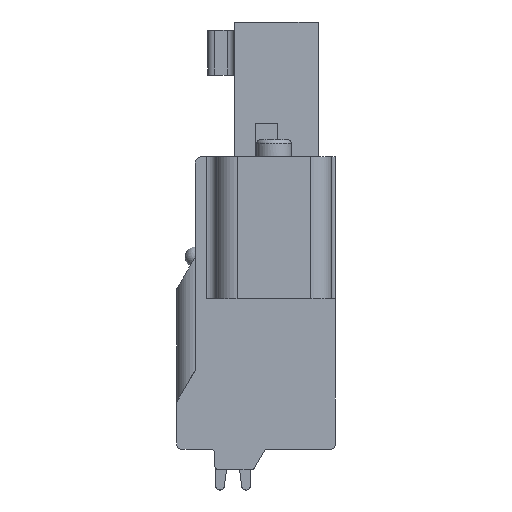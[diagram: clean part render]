
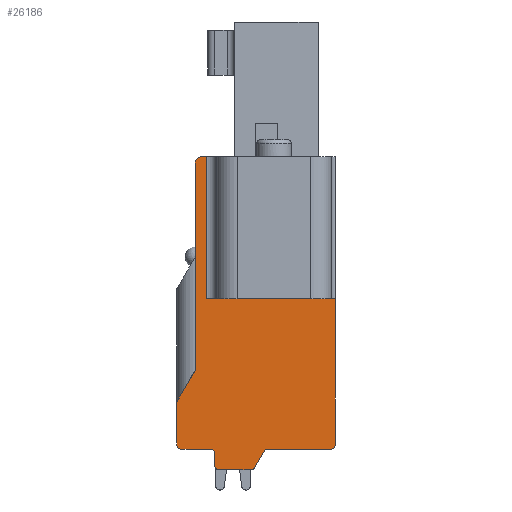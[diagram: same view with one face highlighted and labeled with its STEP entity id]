
A CAD part, front view. The second image highlights one B-rep face of the part: STEP entity #26186.
In plain terms, the highlighted planar face has unit normal (0, -1, 0).
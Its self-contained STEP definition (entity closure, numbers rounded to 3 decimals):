
#94=DIRECTION('',(-1.,0.,0.));
#95=VECTOR('',#94,0.25);
#96=CARTESIAN_POINT('',(-6.3,-11.43,0.));
#97=LINE('',#96,#95);
#3013=DIRECTION('',(0.,0.,-1.));
#3014=VECTOR('',#3013,10.141);
#3015=CARTESIAN_POINT('',(-6.85,-11.43,
-0.3));
#3016=LINE('',#3015,#3014);
#3322=DIRECTION('',(0.,0.,-1.));
#3323=VECTOR('',#3322,2.1);
#3324=CARTESIAN_POINT('',(-7.75,-11.43,-12.));
#3325=LINE('',#3324,#3323);
#3338=DIRECTION('',(1.,0.,0.));
#3339=VECTOR('',#3338,1.45);
#3340=CARTESIAN_POINT('',(-7.55,-11.43,-14.3));
#3341=LINE('',#3340,#3339);
#3346=DIRECTION('',(1.,0.,0.));
#3347=VECTOR('',#3346,3.107);
#3348=CARTESIAN_POINT('',(-3.307,-11.43,-14.3));
#3349=LINE('',#3348,#3347);
#3844=DIRECTION('',(0.,0.,1.));
#3845=VECTOR('',#3844,7.15);
#3846=CARTESIAN_POINT('',(0.,-11.43,-14.1));
#3847=LINE('',#3846,#3845);
#4322=DIRECTION('',(1.,0.,0.));
#4323=VECTOR('',#4322,6.3);
#4324=CARTESIAN_POINT('',(-6.3,-11.43,-6.95));
#4325=LINE('',#4324,#4323);
#4326=CARTESIAN_POINT('',(-0.2,-11.43,-14.1));
#4327=DIRECTION('',(0.,1.,0.));
#4328=DIRECTION('',(1.,0.,0.));
#4329=AXIS2_PLACEMENT_3D('',#4326,#4327,#4328);
#4331=CARTESIAN_POINT('',(-3.307,-11.43,-14.5));
#4332=DIRECTION('',(0.,-1.,0.));
#4333=DIRECTION('',(0.,0.,1.));
#4334=AXIS2_PLACEMENT_3D('',#4331,#4332,#4333);
#4336=DIRECTION('',(-0.5,0.,-0.866));
#4337=VECTOR('',#4336,0.924);
#4338=CARTESIAN_POINT('',(-3.48,-11.43,
-14.4));
#4339=LINE('',#4338,#4337);
#4340=CARTESIAN_POINT('',(-4.115,-11.43,-15.1));
#4341=DIRECTION('',(0.,1.,0.));
#4342=DIRECTION('',(0.866,0.,-0.5));
#4343=AXIS2_PLACEMENT_3D('',#4340,#4341,#4342);
#4345=CARTESIAN_POINT('',(-5.7,-11.43,-15.1));
#4346=DIRECTION('',(0.,1.,0.));
#4347=DIRECTION('',(0.,0.,-1.));
#4348=AXIS2_PLACEMENT_3D('',#4345,#4346,#4347);
#4350=CARTESIAN_POINT('',(-6.1,-11.43,-14.5));
#4351=DIRECTION('',(0.,-1.,0.));
#4352=DIRECTION('',(1.,0.,0.));
#4353=AXIS2_PLACEMENT_3D('',#4350,#4351,#4352);
#4355=CARTESIAN_POINT('',(-7.55,-11.43,-14.1));
#4356=DIRECTION('',(0.,1.,0.));
#4357=DIRECTION('',(0.,0.,-1.));
#4358=AXIS2_PLACEMENT_3D('',#4355,#4356,#4357);
#4360=DIRECTION('',(0.5,0.,0.866));
#4361=VECTOR('',#4360,1.8);
#4362=CARTESIAN_POINT('',(-7.75,-11.43,-12.));
#4363=LINE('',#4362,#4361);
#4364=CARTESIAN_POINT('',(-6.55,-11.43,-0.3));
#4365=DIRECTION('',(0.,1.,0.));
#4366=DIRECTION('',(-1.,0.,0.));
#4367=AXIS2_PLACEMENT_3D('',#4364,#4365,#4366);
#4373=DIRECTION('',(0.,0.,1.));
#4374=VECTOR('',#4373,6.95);
#4375=CARTESIAN_POINT('',(-6.3,-11.43,-6.95));
#4376=LINE('',#4375,#4374);
#4659=DIRECTION('',(0.,0.,-1.));
#4660=VECTOR('',#4659,0.6);
#4661=CARTESIAN_POINT('',(-5.9,-11.43,-14.5));
#4662=LINE('',#4661,#4660);
#4671=DIRECTION('',(1.,0.,0.));
#4672=VECTOR('',#4671,1.585);
#4673=CARTESIAN_POINT('',(-5.7,-11.43,-15.3));
#4674=LINE('',#4673,#4672);
#16237=CARTESIAN_POINT('',(-6.3,-11.43,0.));
#16238=VERTEX_POINT('',#16237);
#16239=CARTESIAN_POINT('',(-6.55,-11.43,0.));
#16240=VERTEX_POINT('',#16239);
#16337=CARTESIAN_POINT('',(0.,-11.43,-14.1));
#16338=CARTESIAN_POINT('',(0.,-11.43,-6.95));
#16339=VERTEX_POINT('',#16337);
#16340=VERTEX_POINT('',#16338);
#16341=CARTESIAN_POINT('',(-0.2,-11.43,-14.3));
#16342=VERTEX_POINT('',#16341);
#16343=CARTESIAN_POINT('',(-7.55,-11.43,-14.3));
#16344=CARTESIAN_POINT('',(-6.1,-11.43,-14.3));
#16345=VERTEX_POINT('',#16343);
#16346=VERTEX_POINT('',#16344);
#16351=CARTESIAN_POINT('',(-3.307,-11.43,-14.3));
#16352=VERTEX_POINT('',#16351);
#16932=CARTESIAN_POINT('',(-7.75,-11.43,-14.1));
#16933=VERTEX_POINT('',#16932);
#16944=CARTESIAN_POINT('',(-7.75,-11.43,-12.));
#16945=VERTEX_POINT('',#16944);
#16984=CARTESIAN_POINT('',(-6.85,-11.43,
-0.3));
#16985=VERTEX_POINT('',#16984);
#16986=CARTESIAN_POINT('',(-6.85,-11.43,
-10.441));
#16987=VERTEX_POINT('',#16986);
#17304=CARTESIAN_POINT('',(-6.3,-11.43,-6.95));
#17305=VERTEX_POINT('',#17304);
#17306=CARTESIAN_POINT('',(-3.48,-11.43,
-14.4));
#17307=VERTEX_POINT('',#17306);
#17308=CARTESIAN_POINT('',(-3.942,-11.43,
-15.2));
#17309=VERTEX_POINT('',#17308);
#17310=CARTESIAN_POINT('',(-4.115,-11.43,-15.3));
#17311=VERTEX_POINT('',#17310);
#17312=CARTESIAN_POINT('',(-5.7,-11.43,-15.3));
#17313=VERTEX_POINT('',#17312);
#17314=CARTESIAN_POINT('',(-5.9,-11.43,-15.1));
#17315=VERTEX_POINT('',#17314);
#17316=CARTESIAN_POINT('',(-5.9,-11.43,-14.5));
#17317=VERTEX_POINT('',#17316);
#26149=CARTESIAN_POINT('',(0.,-11.43,0.));
#26150=DIRECTION('',(0.,1.,0.));
#26151=DIRECTION('',(1.,0.,0.));
#26152=AXIS2_PLACEMENT_3D('',#26149,#26150,#26151);
#26153=PLANE('',#26152);
#26155=ORIENTED_EDGE('',*,*,#26154,.F.);
#26157=ORIENTED_EDGE('',*,*,#26156,.T.);
#26158=ORIENTED_EDGE('',*,*,#25553,.F.);
#26159=ORIENTED_EDGE('',*,*,#25537,.T.);
#26160=ORIENTED_EDGE('',*,*,#25038,.F.);
#26162=ORIENTED_EDGE('',*,*,#26161,.T.);
#26164=ORIENTED_EDGE('',*,*,#26163,.T.);
#26166=ORIENTED_EDGE('',*,*,#26165,.T.);
#26168=ORIENTED_EDGE('',*,*,#26167,.F.);
#26170=ORIENTED_EDGE('',*,*,#26169,.T.);
#26172=ORIENTED_EDGE('',*,*,#26171,.F.);
#26174=ORIENTED_EDGE('',*,*,#26173,.T.);
#26175=ORIENTED_EDGE('',*,*,#25030,.F.);
#26176=ORIENTED_EDGE('',*,*,#25007,.T.);
#26177=ORIENTED_EDGE('',*,*,#24992,.F.);
#26179=ORIENTED_EDGE('',*,*,#26178,.T.);
#26180=ORIENTED_EDGE('',*,*,#24558,.F.);
#26182=ORIENTED_EDGE('',*,*,#26181,.T.);
#26183=ORIENTED_EDGE('',*,*,#20947,.F.);
#26184=EDGE_LOOP('',(#26155,#26157,#26158,#26159,#26160,#26162,#26164,#26166,
#26168,#26170,#26172,#26174,#26175,#26176,#26177,#26179,#26180,#26182,#26183));
#26185=FACE_OUTER_BOUND('',#26184,.F.);
#4330=CIRCLE('',#4329,0.2);
#4335=CIRCLE('',#4334,0.2);
#4344=CIRCLE('',#4343,0.2);
#4349=CIRCLE('',#4348,0.2);
#4354=CIRCLE('',#4353,0.2);
#4359=CIRCLE('',#4358,0.2);
#4368=CIRCLE('',#4367,0.3);
#20947=EDGE_CURVE('',#16238,#16240,#97,.T.);
#24558=EDGE_CURVE('',#16985,#16987,#3016,.T.);
#24992=EDGE_CURVE('',#16945,#16933,#3325,.T.);
#25007=EDGE_CURVE('',#16345,#16933,#4359,.T.);
#25030=EDGE_CURVE('',#16345,#16346,#3341,.T.);
#25038=EDGE_CURVE('',#16352,#16342,#3349,.T.);
#25537=EDGE_CURVE('',#16339,#16342,#4330,.T.);
#25553=EDGE_CURVE('',#16339,#16340,#3847,.T.);
#26154=EDGE_CURVE('',#17305,#16238,#4376,.T.);
#26156=EDGE_CURVE('',#17305,#16340,#4325,.T.);
#26161=EDGE_CURVE('',#16352,#17307,#4335,.T.);
#26163=EDGE_CURVE('',#17307,#17309,#4339,.T.);
#26165=EDGE_CURVE('',#17309,#17311,#4344,.T.);
#26167=EDGE_CURVE('',#17313,#17311,#4674,.T.);
#26169=EDGE_CURVE('',#17313,#17315,#4349,.T.);
#26171=EDGE_CURVE('',#17317,#17315,#4662,.T.);
#26173=EDGE_CURVE('',#17317,#16346,#4354,.T.);
#26178=EDGE_CURVE('',#16945,#16987,#4363,.T.);
#26181=EDGE_CURVE('',#16985,#16240,#4368,.T.);
#26186=ADVANCED_FACE('',(#26185),#26153,.F.);
